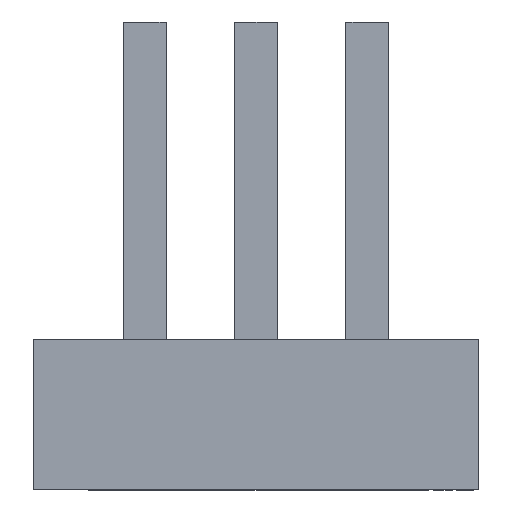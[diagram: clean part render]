
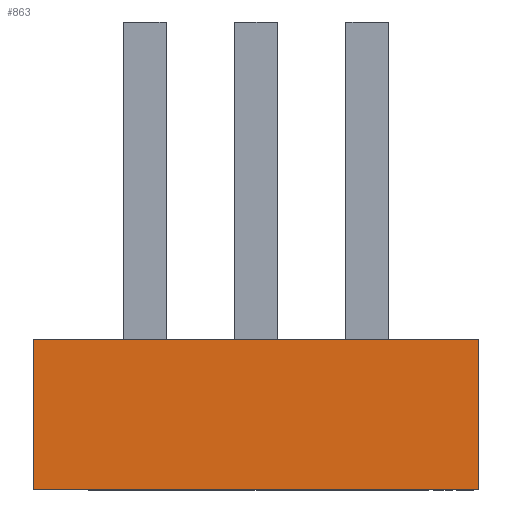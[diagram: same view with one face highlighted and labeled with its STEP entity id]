
A CAD part, front view. The second image highlights one B-rep face of the part: STEP entity #863.
In plain terms, the highlighted planar face has unit normal (0, -1, 0).
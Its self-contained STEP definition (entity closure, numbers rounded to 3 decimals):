
#642 = PLANE ( 'NONE',  #3808 ) ;
#730 = VERTEX_POINT ( 'NONE', #3191 ) ;
#863 = ADVANCED_FACE ( 'NONE', ( #2437 ), #642, .F. ) ;
#991 = VECTOR ( 'NONE', #4316, 1000. ) ;
#992 = DIRECTION ( 'NONE',  ( 1., 0., 0. ) ) ;
#1327 = ORIENTED_EDGE ( 'NONE', *, *, #2979, .F. ) ;
#1342 = ORIENTED_EDGE ( 'NONE', *, *, #1852, .F. ) ;
#1615 = CARTESIAN_POINT ( 'NONE',  ( 4., -5.5, 1.35 ) ) ;
#1852 = EDGE_CURVE ( 'NONE', #4934, #2395, #5037, .T. ) ;
#2155 = CARTESIAN_POINT ( 'NONE',  ( -4., -5.5, -1.35 ) ) ;
#2395 = VERTEX_POINT ( 'NONE', #3537 ) ;
#2437 = FACE_OUTER_BOUND ( 'NONE', #3080, .T. ) ;
#2624 = LINE ( 'NONE', #2155, #5303 ) ;
#2979 = EDGE_CURVE ( 'NONE', #2395, #3119, #5666, .T. ) ;
#2985 = DIRECTION ( 'NONE',  ( 0., 0., 1. ) ) ;
#3052 = EDGE_CURVE ( 'NONE', #730, #3119, #2624, .T. ) ;
#3080 = EDGE_LOOP ( 'NONE', ( #3359, #1327, #1342, #3395 ) ) ;
#3119 = VERTEX_POINT ( 'NONE', #5352 ) ;
#3184 = CARTESIAN_POINT ( 'NONE',  ( -4., -5.5, 1.35 ) ) ;
#3191 = CARTESIAN_POINT ( 'NONE',  ( -4., -5.5, -1.35 ) ) ;
#3193 = EDGE_CURVE ( 'NONE', #4934, #730, #4077, .T. ) ;
#3359 = ORIENTED_EDGE ( 'NONE', *, *, #3052, .T. ) ;
#3374 = DIRECTION ( 'NONE',  ( 0., 1., 0. ) ) ;
#3395 = ORIENTED_EDGE ( 'NONE', *, *, #3193, .T. ) ;
#3537 = CARTESIAN_POINT ( 'NONE',  ( 4., -5.5, 1.35 ) ) ;
#3646 = CARTESIAN_POINT ( 'NONE',  ( -4., -5.5, 1.35 ) ) ;
#3808 = AXIS2_PLACEMENT_3D ( 'NONE', #4211, #3374, #2985 ) ;
#3885 = DIRECTION ( 'NONE',  ( 1., 0., 0. ) ) ;
#4077 = LINE ( 'NONE', #3646, #4928 ) ;
#4211 = CARTESIAN_POINT ( 'NONE',  ( -4., -5.5, 1.35 ) ) ;
#4316 = DIRECTION ( 'NONE',  ( 0., 0., -1. ) ) ;
#4845 = VECTOR ( 'NONE', #992, 1000. ) ;
#4928 = VECTOR ( 'NONE', #5439, 1000. ) ;
#4934 = VERTEX_POINT ( 'NONE', #4996 ) ;
#4996 = CARTESIAN_POINT ( 'NONE',  ( -4., -5.5, 1.35 ) ) ;
#5037 = LINE ( 'NONE', #3184, #4845 ) ;
#5303 = VECTOR ( 'NONE', #3885, 1000. ) ;
#5352 = CARTESIAN_POINT ( 'NONE',  ( 4., -5.5, -1.35 ) ) ;
#5439 = DIRECTION ( 'NONE',  ( 0., 0., -1. ) ) ;
#5666 = LINE ( 'NONE', #1615, #991 ) ;
